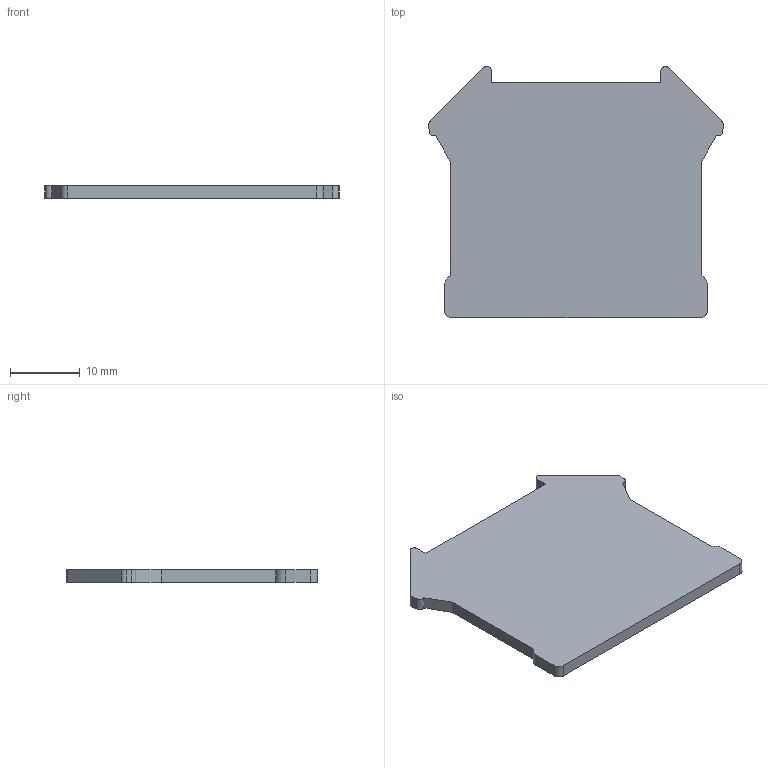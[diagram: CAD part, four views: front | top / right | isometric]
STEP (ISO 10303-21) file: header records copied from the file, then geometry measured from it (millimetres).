
FILE_DESCRIPTION( ('This file contains a STEP AP42 implementation' ,'as created by ZW3D STEP Interface translator.') ,'2;1' );
FILE_NAME( 'D-GUK3 10.stp' ,'221213.144557', (''), ('ZWCAD Software Co.'), 'Version 1.0', 'ZW3D to STEP translator', '' );
FILE_SCHEMA(('AUTOMOTIVE_DESIGN'));
Length unit declared in the file: millimetre
Products named in the file (2): 0; D-GUK3 10
Bounding box: 42.4 x 36.11 x 1.8 mm (x, y, z)
Volume: 2270.8 mm3; surface area: 2791.4 mm2
Topology: 1 solids, 1 shells, 26 faces, 76 edges, 52 vertices
Faces by surface type: bspline 26
Entity records: 952 total; most frequent: CARTESIAN_POINT 459, ORIENTED_EDGE 152, EDGE_CURVE 76, B_SPLINE_CURVE_WITH_KNOTS 56, VERTEX_POINT 52, EDGE_LOOP 26, FACE_OUTER_BOUND 26, ADVANCED_FACE 26
